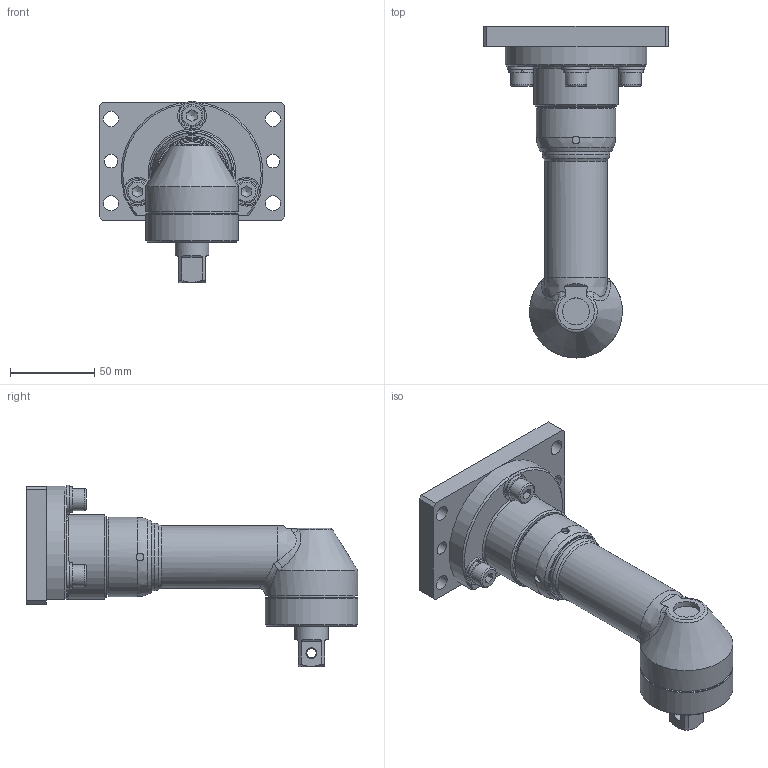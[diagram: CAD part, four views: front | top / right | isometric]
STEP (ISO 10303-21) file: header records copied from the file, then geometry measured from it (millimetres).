
FILE_DESCRIPTION(/* description */ (''),/* implementation_level */ '2;1');
FILE_NAME(/* name */ 'RA200-120-CFT(DS-N061).stp',/* time_stamp */ '2019-10-29T11:09:40+09:00',/* author */ ('y-mizuno'),/* organization */ (''),/* preprocessor_version */ 'ST-DEVELOPER v17',/* originating_system */ 'Autodesk Inventor 2019',/* authorisation */ '');
FILE_SCHEMA (('AUTOMOTIVE_DESIGN { 1 0 10303 214 3 1 1 }'));
Length unit declared in the file: millimetre
Products named in the file (1): RA200-120-CFT(DS-N061)
Bounding box: 110 x 196.5 x 107.5 mm (x, y, z)
Volume: 390512.6 mm3; surface area: 69100.8 mm2
Topology: 1 solids, 2 shells, 248 faces, 689 edges, 462 vertices
Faces by surface type: plane 120, cylinder 83, cone 24, torus 12, bspline 9
Full cylindrical faces by diameter (mm): 1.6 x1, 4.6 x8, 4.917 x3, 5.5 x1, 8 x5, 8.4 x3, 9 x7, 13 x3, 14 x3, 16 x1, 17 x3, 18 x1, 20 x1, 20.5 x1, 25 x1, 35 x1, 37 x1, 39.8 x1, 40 x3, 45 x3, 47 x1, 50 x1, 52 x1, 55 x2
Entity records: 9004 total; most frequent: CARTESIAN_POINT 2414, DIRECTION 1451, ORIENTED_EDGE 1370, EDGE_CURVE 685, AXIS2_PLACEMENT_3D 621, VERTEX_POINT 462, CIRCLE 369, EDGE_LOOP 301
